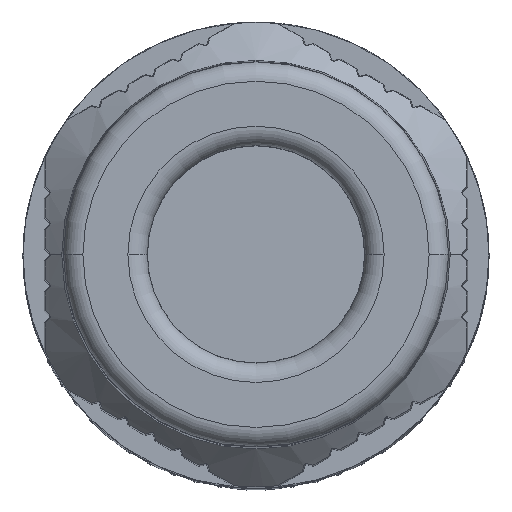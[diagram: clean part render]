
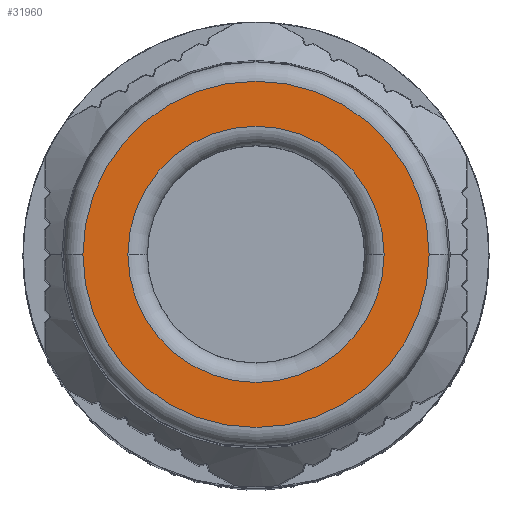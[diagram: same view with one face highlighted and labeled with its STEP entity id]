
A CAD part, top view. The second image highlights one B-rep face of the part: STEP entity #31960.
In plain terms, the highlighted planar face has unit normal (0, 0, 1).
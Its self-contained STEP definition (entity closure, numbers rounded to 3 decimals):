
#13233=CARTESIAN_POINT('',(0.,0.,32.8));
#13234=DIRECTION('',(0.,0.,1.));
#13235=DIRECTION('',(1.,0.,0.));
#13236=AXIS2_PLACEMENT_3D('',#13233,#13234,#13235);
#13249=CARTESIAN_POINT('',(0.,0.,32.8));
#13250=DIRECTION('',(0.,0.,1.));
#13251=DIRECTION('',(-1.,0.,0.));
#13252=AXIS2_PLACEMENT_3D('',#13249,#13250,#13251);
#13303=CARTESIAN_POINT('',(0.,0.,32.8));
#13304=DIRECTION('',(0.,0.,-1.));
#13305=DIRECTION('',(-1.,0.,0.));
#13306=AXIS2_PLACEMENT_3D('',#13303,#13304,#13305);
#13335=CARTESIAN_POINT('',(0.,0.,32.8));
#13336=DIRECTION('',(0.,0.,-1.));
#13337=DIRECTION('',(1.,0.,0.));
#13338=AXIS2_PLACEMENT_3D('',#13335,#13336,#13337);
#17765=CARTESIAN_POINT('',(-3.297,0.,32.8));
#17766=CARTESIAN_POINT('',(3.297,0.,32.8));
#17767=VERTEX_POINT('',#17765);
#17768=VERTEX_POINT('',#17766);
#18199=CARTESIAN_POINT('',(-4.456,0.,32.8));
#18200=CARTESIAN_POINT('',(4.456,0.,32.8));
#18201=VERTEX_POINT('',#18199);
#18202=VERTEX_POINT('',#18200);
#31944=CARTESIAN_POINT('',(0.,0.,32.8));
#31945=DIRECTION('',(0.,0.,-1.));
#31946=DIRECTION('',(1.,0.,0.));
#31947=AXIS2_PLACEMENT_3D('',#31944,#31945,#31946);
#31948=PLANE('',#31947);
#31950=ORIENTED_EDGE('',*,*,#31949,.F.);
#31951=ORIENTED_EDGE('',*,*,#31927,.F.);
#31952=EDGE_LOOP('',(#31950,#31951));
#31953=FACE_OUTER_BOUND('',#31952,.F.);
#31955=ORIENTED_EDGE('',*,*,#31954,.F.);
#31957=ORIENTED_EDGE('',*,*,#31956,.F.);
#31958=EDGE_LOOP('',(#31955,#31957));
#31959=FACE_BOUND('',#31958,.F.);
#13237=CIRCLE('',#13236,4.456);
#13253=CIRCLE('',#13252,4.456);
#13307=CIRCLE('',#13306,3.297);
#13339=CIRCLE('',#13338,3.297);
#31927=EDGE_CURVE('',#18202,#18201,#13237,.T.);
#31949=EDGE_CURVE('',#18201,#18202,#13253,.T.);
#31954=EDGE_CURVE('',#17767,#17768,#13307,.T.);
#31956=EDGE_CURVE('',#17768,#17767,#13339,.T.);
#31960=ADVANCED_FACE('',(#31953,#31959),#31948,.F.);
